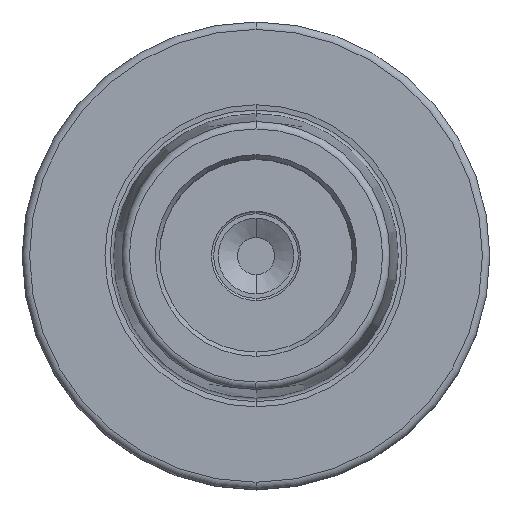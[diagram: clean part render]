
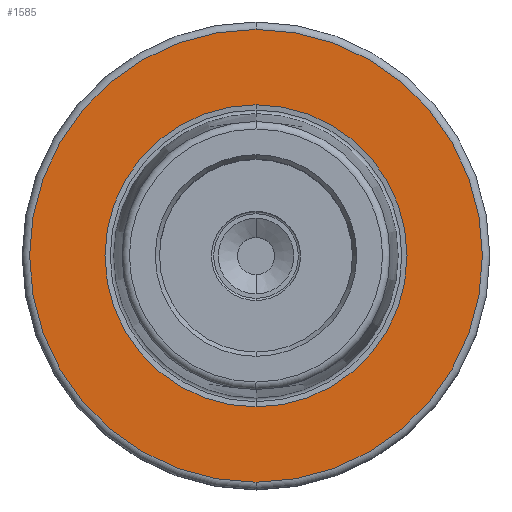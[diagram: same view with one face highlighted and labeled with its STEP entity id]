
A CAD part, top view. The second image highlights one B-rep face of the part: STEP entity #1585.
In plain terms, the highlighted planar face has unit normal (0, 0, 1).
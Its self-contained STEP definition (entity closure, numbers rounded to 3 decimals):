
#168=CARTESIAN_POINT('',(0,0,26));
#169=DIRECTION('',(0,0,1));
#170=DIRECTION('',(0,1,0));
#171=AXIS2_PLACEMENT_3D('',#168,#169,#170);
#173=CARTESIAN_POINT('',(0,0,26));
#174=DIRECTION('',(0,0,1));
#175=DIRECTION('',(0,-1,0));
#176=AXIS2_PLACEMENT_3D('',#173,#174,#175);
#186=CARTESIAN_POINT('',(0,0,26));
#187=DIRECTION('',(0,0,1));
#188=DIRECTION('',(0,1,0));
#189=AXIS2_PLACEMENT_3D('',#186,#187,#188);
#191=CARTESIAN_POINT('',(0,0,26));
#192=DIRECTION('',(0,0,-1));
#193=DIRECTION('',(0,1,0));
#194=AXIS2_PLACEMENT_3D('',#191,#192,#193);
#1103=CARTESIAN_POINT('',(0,20.344,26));
#1105=VERTEX_POINT('',#1103);
#1133=CARTESIAN_POINT('',(0,-20.344,26));
#1135=VERTEX_POINT('',#1133);
#1179=CARTESIAN_POINT('',(0,30.5,26));
#1180=CARTESIAN_POINT('',(0,-30.5,26));
#1181=VERTEX_POINT('',#1179);
#1182=VERTEX_POINT('',#1180);
#1569=CARTESIAN_POINT('',(0,0,26));
#1570=DIRECTION('',(0,0,-1));
#1571=DIRECTION('',(0,-1,0));
#1572=AXIS2_PLACEMENT_3D('',#1569,#1570,#1571);
#1573=PLANE('',#1572);
#1575=ORIENTED_EDGE('',*,*,#1574,.F.);
#1576=ORIENTED_EDGE('',*,*,#1559,.F.);
#1577=EDGE_LOOP('',(#1575,#1576));
#1578=FACE_OUTER_BOUND('',#1577,.F.);
#1580=ORIENTED_EDGE('',*,*,#1579,.T.);
#1582=ORIENTED_EDGE('',*,*,#1581,.F.);
#1583=EDGE_LOOP('',(#1580,#1582));
#1584=FACE_BOUND('',#1583,.F.);
#1585=ADVANCED_FACE('',(#1578,#1584),#1573,.F.);
#172=CIRCLE('',#171,30.5);
#177=CIRCLE('',#176,30.5);
#190=CIRCLE('',#189,20.344);
#195=CIRCLE('',#194,20.344);
#1559=EDGE_CURVE('',#1182,#1181,#177,.T.);
#1574=EDGE_CURVE('',#1181,#1182,#172,.T.);
#1579=EDGE_CURVE('',#1105,#1135,#190,.T.);
#1581=EDGE_CURVE('',#1105,#1135,#195,.T.);
